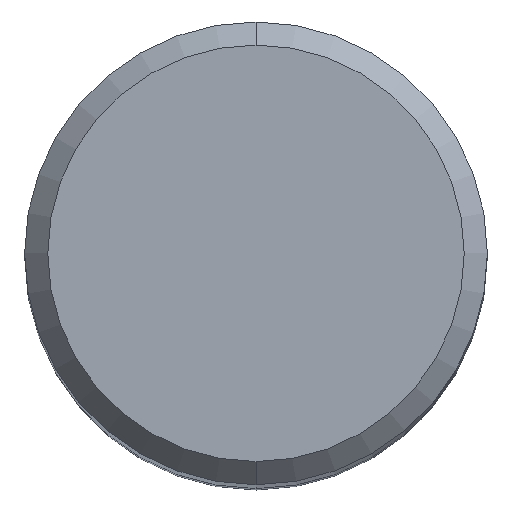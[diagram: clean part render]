
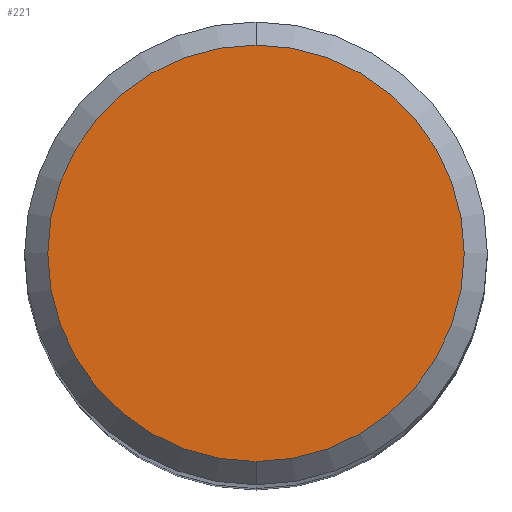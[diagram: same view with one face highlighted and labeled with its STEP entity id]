
A CAD part, top view. The second image highlights one B-rep face of the part: STEP entity #221.
In plain terms, the highlighted planar face has unit normal (0, 0, 1).
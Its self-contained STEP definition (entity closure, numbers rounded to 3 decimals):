
#221=ADVANCED_FACE('',(#468),#469,.T.);
#227=EDGE_CURVE('',#277,#273,#475,.T.);
#273=VERTEX_POINT('',#524);
#277=VERTEX_POINT('',#528);
#305=EDGE_CURVE('',#273,#277,#558,.T.);
#468=FACE_OUTER_BOUND('',#739,.T.);
#469=PLANE('',#740);
#475=CIRCLE('',#751,3.6);
#524=CARTESIAN_POINT('',(0.,-3.6,0.));
#528=CARTESIAN_POINT('',(0.0,3.6,0.));
#558=CIRCLE('',#858,3.6);
#739=EDGE_LOOP('',(#1068,#1069));
#740=AXIS2_PLACEMENT_3D('',#1070,#1071,#1072);
#751=AXIS2_PLACEMENT_3D('',#1075,#1076,#1077);
#858=AXIS2_PLACEMENT_3D('',#1164,#1165,#1166);
#1068=ORIENTED_EDGE('',*,*,#227,.F.);
#1069=ORIENTED_EDGE('',*,*,#305,.F.);
#1070=CARTESIAN_POINT('',(0.0,1.8,0.));
#1071=DIRECTION('',(-0.0,0.0,1.0));
#1072=DIRECTION('',(0.0,-1.0,0.0));
#1075=CARTESIAN_POINT('',(0.0,0.0,0.));
#1076=DIRECTION('',(0.0,0.0,-1.0));
#1077=DIRECTION('',(0.0,1.0,0.0));
#1164=CARTESIAN_POINT('',(0.0,0.0,0.));
#1165=DIRECTION('',(0.0,0.0,-1.0));
#1166=DIRECTION('',(0.0,1.0,0.0));
